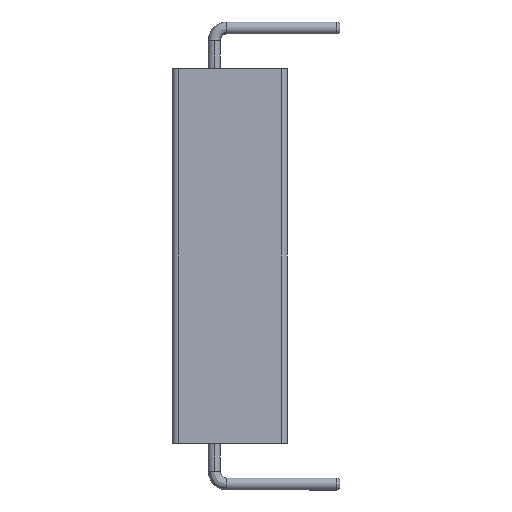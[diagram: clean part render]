
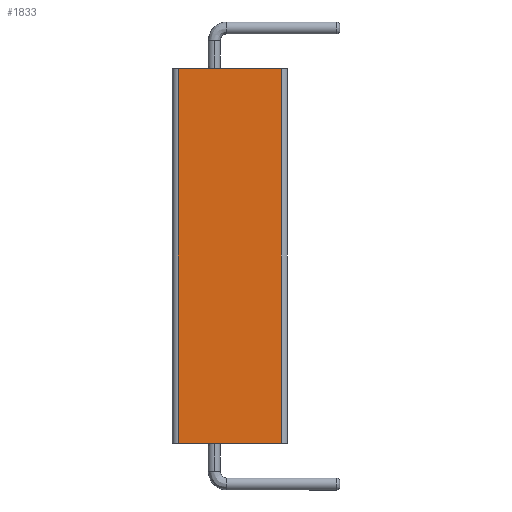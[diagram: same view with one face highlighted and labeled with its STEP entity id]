
A CAD part, left-side view. The second image highlights one B-rep face of the part: STEP entity #1833.
In plain terms, the highlighted planar face has unit normal (-1, 0, 0).
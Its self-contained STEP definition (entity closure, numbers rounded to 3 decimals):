
#20 = EDGE_CURVE ( 'NONE', #785, #1953, #1783, .T. ) ;
#71 = DIRECTION ( 'NONE',  ( -1., 0., 0. ) ) ;
#160 = VERTEX_POINT ( 'NONE', #1901 ) ;
#231 = FACE_OUTER_BOUND ( 'NONE', #1219, .T. ) ;
#242 = PLANE ( 'NONE',  #451 ) ;
#360 = CARTESIAN_POINT ( 'NONE',  ( -3.5, 3.95, -25. ) ) ;
#451 = AXIS2_PLACEMENT_3D ( 'NONE', #666, #71, #1388 ) ;
#477 = CARTESIAN_POINT ( 'NONE',  ( -3.5, 4.35, 0. ) ) ;
#504 = LINE ( 'NONE', #1276, #926 ) ;
#561 = EDGE_CURVE ( 'NONE', #160, #785, #504, .T. ) ;
#666 = CARTESIAN_POINT ( 'NONE',  ( -3.5, 4.35, -25. ) ) ;
#684 = DIRECTION ( 'NONE',  ( 0., -1., 0. ) ) ;
#711 = CARTESIAN_POINT ( 'NONE',  ( -3.5, -2.95, -25. ) ) ;
#785 = VERTEX_POINT ( 'NONE', #2039 ) ;
#805 = VECTOR ( 'NONE', #684, 1000. ) ;
#821 = VECTOR ( 'NONE', #1261, 1000. ) ;
#841 = DIRECTION ( 'NONE',  ( 0., 0., 1. ) ) ;
#888 = CARTESIAN_POINT ( 'NONE',  ( -3.5, -2.95, 0. ) ) ;
#926 = VECTOR ( 'NONE', #1070, 1000. ) ;
#1037 = ORIENTED_EDGE ( 'NONE', *, *, #1148, .F. ) ;
#1070 = DIRECTION ( 'NONE',  ( 0., -1., 0. ) ) ;
#1074 = CARTESIAN_POINT ( 'NONE',  ( -3.5, 3.95, 0. ) ) ;
#1120 = VERTEX_POINT ( 'NONE', #1074 ) ;
#1148 = EDGE_CURVE ( 'NONE', #1120, #1953, #2160, .T. ) ;
#1219 = EDGE_LOOP ( 'NONE', ( #1037, #1943, #2113, #2161 ) ) ;
#1261 = DIRECTION ( 'NONE',  ( 0., 0., -1. ) ) ;
#1276 = CARTESIAN_POINT ( 'NONE',  ( -3.5, 4.35, -25. ) ) ;
#1388 = DIRECTION ( 'NONE',  ( 0., -1., 0. ) ) ;
#1501 = VECTOR ( 'NONE', #841, 1000. ) ;
#1783 = LINE ( 'NONE', #711, #1501 ) ;
#1833 = ADVANCED_FACE ( 'NONE', ( #231 ), #242, .T. ) ;
#1901 = CARTESIAN_POINT ( 'NONE',  ( -3.5, 3.95, -25. ) ) ;
#1943 = ORIENTED_EDGE ( 'NONE', *, *, #2392, .T. ) ;
#1953 = VERTEX_POINT ( 'NONE', #888 ) ;
#2017 = LINE ( 'NONE', #360, #821 ) ;
#2039 = CARTESIAN_POINT ( 'NONE',  ( -3.5, -2.95, -25. ) ) ;
#2113 = ORIENTED_EDGE ( 'NONE', *, *, #561, .T. ) ;
#2160 = LINE ( 'NONE', #477, #805 ) ;
#2161 = ORIENTED_EDGE ( 'NONE', *, *, #20, .T. ) ;
#2392 = EDGE_CURVE ( 'NONE', #1120, #160, #2017, .T. ) ;
